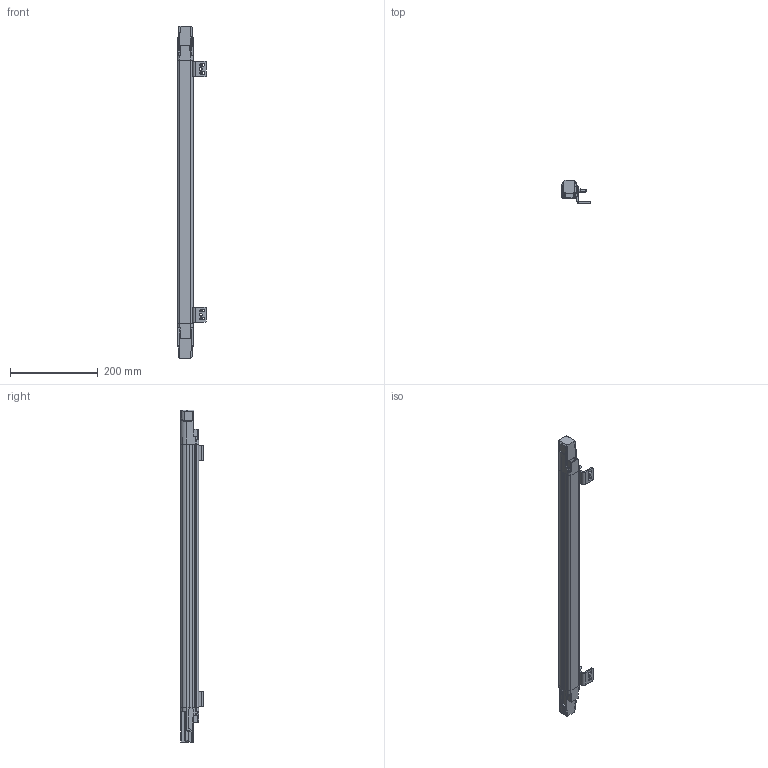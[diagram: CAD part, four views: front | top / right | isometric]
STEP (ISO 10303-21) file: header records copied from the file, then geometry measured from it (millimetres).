
FILE_DESCRIPTION (( 'STEP AP214' ), '1' );
FILE_NAME ('SG4-14-075-OO-P.STEP', '2018-06-21T16:51:15', ( '' ), ( '' ), 'SwSTEP 2.0', 'SolidWorks 2017', '' );
FILE_SCHEMA (( 'AUTOMOTIVE_DESIGN' ));
Length unit declared in the file: inch
Products named in the file (1): SG4-14-075-OO-P
Bounding box: 65.53 x 51.38 x 755.98 mm (x, y, z)
Volume: 916011.2 mm3; surface area: 206763.7 mm2
Topology: 16 solids, 16 shells, 534 faces, 1401 edges, 912 vertices
Faces by surface type: plane 362, cylinder 110, cone 60, bspline 2
Full cylindrical faces by diameter (mm): 1.651 x2, 1.778 x8, 2.54 x8, 4.2 x4, 5 x4, 5.3 x4, 6.6 x4, 10 x4
Entity records: 23419 total; most frequent: CARTESIAN_POINT 3298, ORIENTED_EDGE 2680, DIRECTION 2546, EDGE_CURVE 1340, VECTOR 936, LINE 936, VERTEX_POINT 901, AXIS2_PLACEMENT_3D 805
